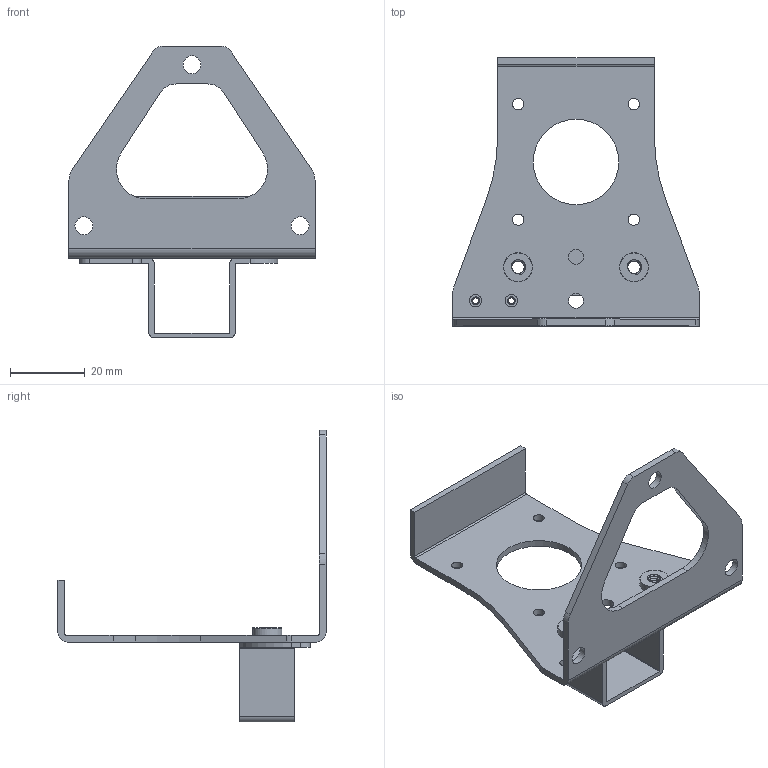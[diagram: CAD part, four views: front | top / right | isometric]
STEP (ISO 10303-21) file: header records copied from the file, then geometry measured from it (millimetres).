
FILE_DESCRIPTION(/* description */ (''),/* implementation_level */ '2;1');
FILE_NAME(/* name */ 'Top Tower mount v5.step',/* time_stamp */ '2022-06-14T21:50:55-07:00',/* author */ (''),/* organization */ (''),/* preprocessor_version */ 'ST-DEVELOPER v19',/* originating_system */ 'Autodesk Translation Framework v11.7.0.108',/* authorisation */ '');
FILE_SCHEMA (('AUTOMOTIVE_DESIGN { 1 0 10303 214 3 1 1 }'));
Length unit declared in the file: millimetre
Products named in the file (1): Top Tower mount
Bounding box: 66 x 71.95 x 78.27 mm (x, y, z)
Volume: 12024.7 mm3; surface area: 15539.4 mm2
Topology: 2 solids, 2 shells, 136 faces, 390 edges, 260 vertices
Faces by surface type: cylinder 88, plane 38, bspline 8, torus 2
Full cylindrical faces by diameter (mm): 1.623 x4, 2.074 x2, 3 x4, 3.3 x2, 3.332 x6, 4 x2, 4.109 x2, 4.6 x2, 4.8 x3, 7.8 x2, 22.9 x1
Entity records: 7876 total; most frequent: CARTESIAN_POINT 4323, ORIENTED_EDGE 780, DIRECTION 654, EDGE_CURVE 390, VERTEX_POINT 260, AXIS2_PLACEMENT_3D 239, EDGE_LOOP 176, LINE 176
